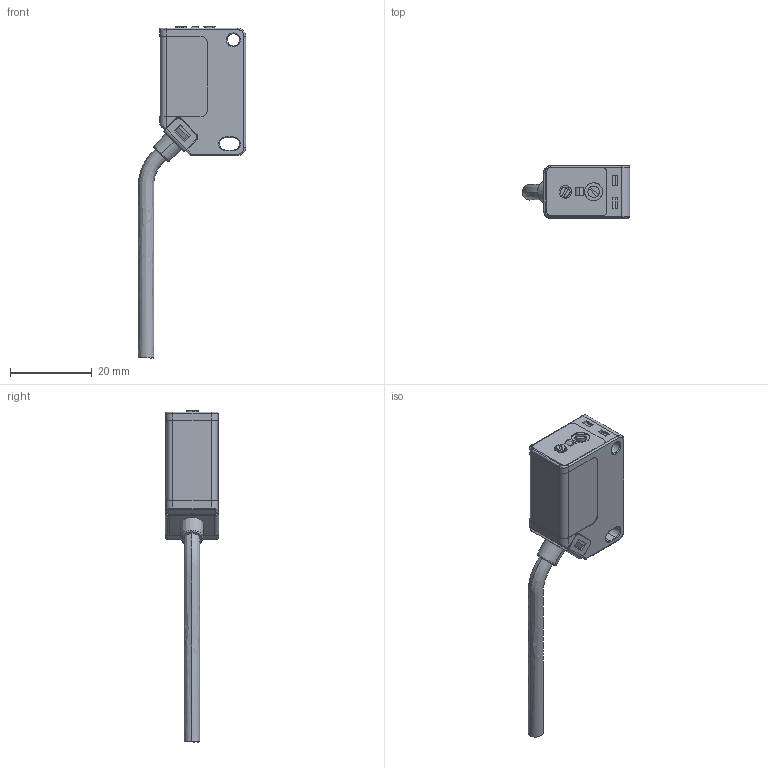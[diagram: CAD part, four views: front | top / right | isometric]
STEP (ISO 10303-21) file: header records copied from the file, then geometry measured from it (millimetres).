
FILE_DESCRIPTION (( 'STEP AP214' ), '1' );
FILE_NAME ('QMRS-0N-0A.step', '2018-04-12T20:55:09', ( '' ), ( '' ), 'SwSTEP 2.0', 'SolidWorks 2017', '' );
FILE_SCHEMA (( 'AUTOMOTIVE_DESIGN' ));
Length unit declared in the file: inch
Products named in the file (1): QMRS-0N-0A
Bounding box: 26.2 x 13.01 x 81.09 mm (x, y, z)
Volume: 7614.9 mm3; surface area: 5385.4 mm2
Topology: 9 solids, 9 shells, 248 faces, 622 edges, 402 vertices
Faces by surface type: plane 132, cylinder 92, bspline 14, cone 10
Entity records: 12147 total; most frequent: CARTESIAN_POINT 2771, DIRECTION 1268, ORIENTED_EDGE 1240, EDGE_CURVE 620, AXIS2_PLACEMENT_3D 443, VERTEX_POINT 402, LINE 382, VECTOR 382
